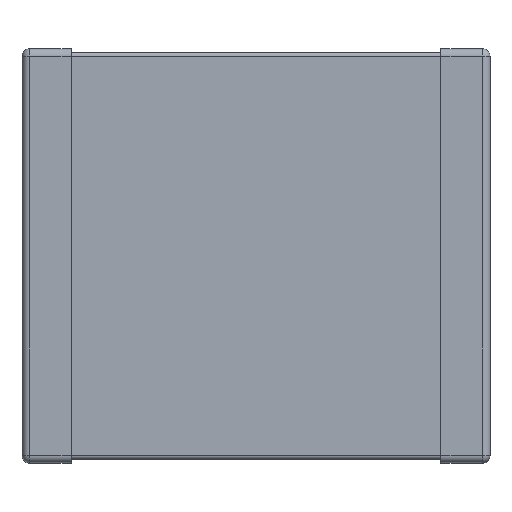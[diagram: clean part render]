
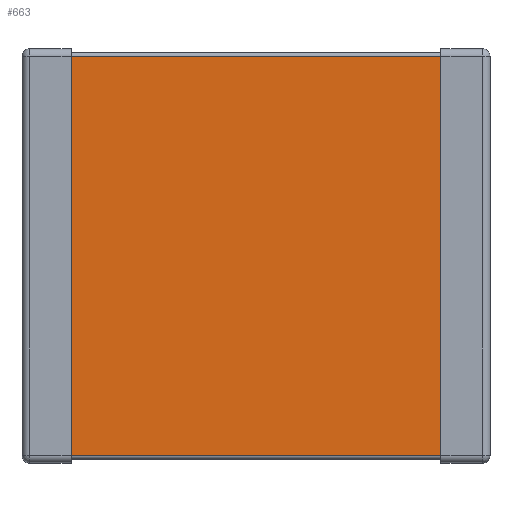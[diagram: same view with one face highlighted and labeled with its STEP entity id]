
A CAD part, top view. The second image highlights one B-rep face of the part: STEP entity #663.
In plain terms, the highlighted planar face has unit normal (0, 0, 1).
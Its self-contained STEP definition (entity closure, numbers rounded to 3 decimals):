
#33=PLANE($,#724);
#55=FACE_OUTER_BOUND($,#101,.T.);
#101=EDGE_LOOP($,(#486,#487,#488,#489));
#139=LINE($,#1032,#195);
#143=LINE($,#1041,#199);
#147=LINE($,#1056,#203);
#151=LINE($,#1067,#207);
#195=VECTOR($,#802,4.82);
#199=VECTOR($,#810,5.2);
#203=VECTOR($,#824,4.82);
#207=VECTOR($,#836,5.2);
#290=VERTEX_POINT($,#1025);
#293=VERTEX_POINT($,#1030);
#296=VERTEX_POINT($,#1040);
#301=VERTEX_POINT($,#1052);
#349=EDGE_CURVE($,#293,#290,#139,.T.);
#353=EDGE_CURVE($,#290,#296,#143,.T.);
#361=EDGE_CURVE($,#296,#301,#147,.T.);
#367=EDGE_CURVE($,#301,#293,#151,.T.);
#486=ORIENTED_EDGE($,*,*,#349,.F.);
#487=ORIENTED_EDGE($,*,*,#367,.F.);
#488=ORIENTED_EDGE($,*,*,#361,.F.);
#489=ORIENTED_EDGE($,*,*,#353,.F.);
#663=ADVANCED_FACE($,(#55),#33,.T.);
#724=AXIS2_PLACEMENT_3D($,#1073,#845,#846);
#802=DIRECTION($,(-1.,0.,0.));
#810=DIRECTION($,(0.,1.,0.));
#824=DIRECTION($,(1.,0.,0.));
#836=DIRECTION($,(0.,-1.,0.));
#845=DIRECTION('center_axis',(0.,0.,1.));
#846=DIRECTION('ref_axis',(1.,0.,0.));
#1025=CARTESIAN_POINT('',(-2.41,-2.6,3.25));
#1030=CARTESIAN_POINT('',(2.41,-2.6,3.25));
#1032=CARTESIAN_POINT($,(1.205,-2.6,3.25));
#1040=CARTESIAN_POINT('',(-2.41,2.6,3.25));
#1041=CARTESIAN_POINT($,(-2.41,-2.7,3.25));
#1052=CARTESIAN_POINT('',(2.41,2.6,3.25));
#1056=CARTESIAN_POINT($,(-1.205,2.6,3.25));
#1067=CARTESIAN_POINT($,(2.41,2.7,3.25));
#1073=CARTESIAN_POINT('Origin',(0.,0.,3.25));
